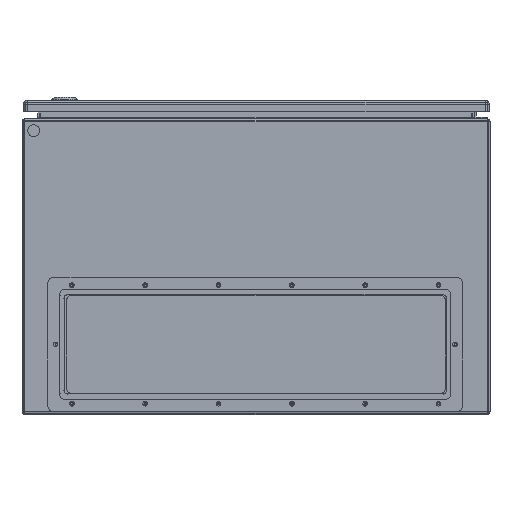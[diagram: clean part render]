
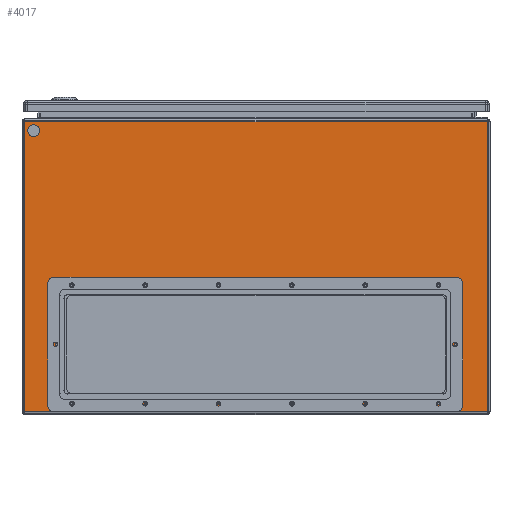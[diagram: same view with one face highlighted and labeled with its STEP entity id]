
A CAD part, front view. The second image highlights one B-rep face of the part: STEP entity #4017.
In plain terms, the highlighted planar face has unit normal (0, -1, 0).
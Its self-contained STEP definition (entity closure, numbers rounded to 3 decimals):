
#2699=FACE_BOUND('',#5926,.T.);
#2700=FACE_BOUND('',#5927,.T.);
#2701=FACE_BOUND('',#5928,.T.);
#2702=FACE_BOUND('',#5929,.T.);
#2703=FACE_BOUND('',#5930,.T.);
#2704=FACE_BOUND('',#5931,.T.);
#2705=FACE_BOUND('',#5932,.T.);
#2706=FACE_BOUND('',#5933,.T.);
#2707=FACE_BOUND('',#5934,.T.);
#2708=FACE_BOUND('',#5935,.T.);
#2709=FACE_BOUND('',#5936,.T.);
#2710=FACE_BOUND('',#5937,.T.);
#2711=FACE_BOUND('',#5938,.T.);
#2712=FACE_BOUND('',#5939,.T.);
#2713=FACE_BOUND('',#5940,.T.);
#2714=FACE_BOUND('',#5941,.T.);
#2715=FACE_BOUND('',#5942,.T.);
#3364=CIRCLE('',#16422,7.55);
#3365=CIRCLE('',#16423,1.5);
#3366=CIRCLE('',#16424,1.5);
#3367=CIRCLE('',#16425,1.5);
#3368=CIRCLE('',#16426,1.5);
#3369=CIRCLE('',#16427,1.5);
#3370=CIRCLE('',#16428,1.5);
#3371=CIRCLE('',#16429,1.5);
#3372=CIRCLE('',#16430,1.5);
#3373=CIRCLE('',#16431,1.5);
#3374=CIRCLE('',#16432,1.5);
#3375=CIRCLE('',#16433,1.5);
#3376=CIRCLE('',#16434,1.5);
#3377=CIRCLE('',#16435,1.5);
#3378=CIRCLE('',#16436,1.5);
#3379=CIRCLE('',#16437,5.);
#3380=CIRCLE('',#16438,5.);
#3381=CIRCLE('',#16439,5.);
#3382=CIRCLE('',#16440,5.);
#4017=ADVANCED_FACE('',(#2699,#2700,#2701,#2702,#2703,#2704,#2705,#2706,
#2707,#2708,#2709,#2710,#2711,#2712,#2713,#2714,#2715),#4834,.T.);
#4834=PLANE('',#16441);
#5926=EDGE_LOOP('',(#7035,#7036,#7037,#7038));
#5927=EDGE_LOOP('',(#7039));
#5928=EDGE_LOOP('',(#7040));
#5929=EDGE_LOOP('',(#7041));
#5930=EDGE_LOOP('',(#7042));
#5931=EDGE_LOOP('',(#7043));
#5932=EDGE_LOOP('',(#7044));
#5933=EDGE_LOOP('',(#7045));
#5934=EDGE_LOOP('',(#7046));
#5935=EDGE_LOOP('',(#7047));
#5936=EDGE_LOOP('',(#7048));
#5937=EDGE_LOOP('',(#7049));
#5938=EDGE_LOOP('',(#7050));
#5939=EDGE_LOOP('',(#7051));
#5940=EDGE_LOOP('',(#7052));
#5941=EDGE_LOOP('',(#7053));
#5942=EDGE_LOOP('',(#7054,#7055,#7056,#7057,#7058,#7059,#7060,#7061));
#7035=ORIENTED_EDGE('',*,*,#12413,.T.);
#7036=ORIENTED_EDGE('',*,*,#12414,.T.);
#7037=ORIENTED_EDGE('',*,*,#12415,.T.);
#7038=ORIENTED_EDGE('',*,*,#12416,.T.);
#7039=ORIENTED_EDGE('',*,*,#12417,.T.);
#7040=ORIENTED_EDGE('',*,*,#12418,.T.);
#7041=ORIENTED_EDGE('',*,*,#12419,.T.);
#7042=ORIENTED_EDGE('',*,*,#12420,.T.);
#7043=ORIENTED_EDGE('',*,*,#12421,.T.);
#7044=ORIENTED_EDGE('',*,*,#12422,.T.);
#7045=ORIENTED_EDGE('',*,*,#12423,.T.);
#7046=ORIENTED_EDGE('',*,*,#12424,.T.);
#7047=ORIENTED_EDGE('',*,*,#12425,.T.);
#7048=ORIENTED_EDGE('',*,*,#12426,.T.);
#7049=ORIENTED_EDGE('',*,*,#12427,.T.);
#7050=ORIENTED_EDGE('',*,*,#12428,.T.);
#7051=ORIENTED_EDGE('',*,*,#12429,.T.);
#7052=ORIENTED_EDGE('',*,*,#12430,.T.);
#7053=ORIENTED_EDGE('',*,*,#12431,.T.);
#7054=ORIENTED_EDGE('',*,*,#12432,.F.);
#7055=ORIENTED_EDGE('',*,*,#12433,.F.);
#7056=ORIENTED_EDGE('',*,*,#12434,.F.);
#7057=ORIENTED_EDGE('',*,*,#12435,.F.);
#7058=ORIENTED_EDGE('',*,*,#12436,.F.);
#7059=ORIENTED_EDGE('',*,*,#12437,.F.);
#7060=ORIENTED_EDGE('',*,*,#12438,.F.);
#7061=ORIENTED_EDGE('',*,*,#12439,.F.);
#11073=VERTEX_POINT('',#21987);
#11074=VERTEX_POINT('',#21988);
#11075=VERTEX_POINT('',#21990);
#11076=VERTEX_POINT('',#21992);
#11077=VERTEX_POINT('',#21995);
#11078=VERTEX_POINT('',#21997);
#11079=VERTEX_POINT('',#21999);
#11080=VERTEX_POINT('',#22001);
#11081=VERTEX_POINT('',#22003);
#11082=VERTEX_POINT('',#22005);
#11083=VERTEX_POINT('',#22007);
#11084=VERTEX_POINT('',#22009);
#11085=VERTEX_POINT('',#22011);
#11086=VERTEX_POINT('',#22013);
#11087=VERTEX_POINT('',#22015);
#11088=VERTEX_POINT('',#22017);
#11089=VERTEX_POINT('',#22019);
#11090=VERTEX_POINT('',#22021);
#11091=VERTEX_POINT('',#22023);
#11092=VERTEX_POINT('',#22025);
#11093=VERTEX_POINT('',#22026);
#11094=VERTEX_POINT('',#22028);
#11095=VERTEX_POINT('',#22030);
#11096=VERTEX_POINT('',#22032);
#11097=VERTEX_POINT('',#22034);
#11098=VERTEX_POINT('',#22036);
#11099=VERTEX_POINT('',#22038);
#12413=EDGE_CURVE('',#11073,#11074,#14419,.T.);
#12414=EDGE_CURVE('',#11074,#11075,#14420,.T.);
#12415=EDGE_CURVE('',#11075,#11076,#14421,.T.);
#12416=EDGE_CURVE('',#11076,#11073,#14422,.T.);
#12417=EDGE_CURVE('',#11077,#11077,#3364,.T.);
#12418=EDGE_CURVE('',#11078,#11078,#3365,.T.);
#12419=EDGE_CURVE('',#11079,#11079,#3366,.T.);
#12420=EDGE_CURVE('',#11080,#11080,#3367,.T.);
#12421=EDGE_CURVE('',#11081,#11081,#3368,.T.);
#12422=EDGE_CURVE('',#11082,#11082,#3369,.T.);
#12423=EDGE_CURVE('',#11083,#11083,#3370,.T.);
#12424=EDGE_CURVE('',#11084,#11084,#3371,.T.);
#12425=EDGE_CURVE('',#11085,#11085,#3372,.T.);
#12426=EDGE_CURVE('',#11086,#11086,#3373,.T.);
#12427=EDGE_CURVE('',#11087,#11087,#3374,.T.);
#12428=EDGE_CURVE('',#11088,#11088,#3375,.T.);
#12429=EDGE_CURVE('',#11089,#11089,#3376,.T.);
#12430=EDGE_CURVE('',#11090,#11090,#3377,.T.);
#12431=EDGE_CURVE('',#11091,#11091,#3378,.T.);
#12432=EDGE_CURVE('',#11092,#11093,#3379,.T.);
#12433=EDGE_CURVE('',#11094,#11092,#14423,.T.);
#12434=EDGE_CURVE('',#11095,#11094,#3380,.T.);
#12435=EDGE_CURVE('',#11096,#11095,#14424,.T.);
#12436=EDGE_CURVE('',#11097,#11096,#3381,.T.);
#12437=EDGE_CURVE('',#11098,#11097,#14425,.T.);
#12438=EDGE_CURVE('',#11099,#11098,#3382,.T.);
#12439=EDGE_CURVE('',#11093,#11099,#14426,.T.);
#14419=LINE('',#21986,#15430);
#14420=LINE('',#21989,#15431);
#14421=LINE('',#21991,#15432);
#14422=LINE('',#21993,#15433);
#14423=LINE('',#22027,#15434);
#14424=LINE('',#22031,#15435);
#14425=LINE('',#22035,#15436);
#14426=LINE('',#22039,#15437);
#15430=VECTOR('',#17995,1.);
#15431=VECTOR('',#17996,1.);
#15432=VECTOR('',#17997,1.);
#15433=VECTOR('',#17998,1.);
#15434=VECTOR('',#18031,1.);
#15435=VECTOR('',#18034,1.);
#15436=VECTOR('',#18037,1.);
#15437=VECTOR('',#18040,1.);
#16422=AXIS2_PLACEMENT_3D('',#21994,#17999,#18000);
#16423=AXIS2_PLACEMENT_3D('',#21996,#18001,#18002);
#16424=AXIS2_PLACEMENT_3D('',#21998,#18003,#18004);
#16425=AXIS2_PLACEMENT_3D('',#22000,#18005,#18006);
#16426=AXIS2_PLACEMENT_3D('',#22002,#18007,#18008);
#16427=AXIS2_PLACEMENT_3D('',#22004,#18009,#18010);
#16428=AXIS2_PLACEMENT_3D('',#22006,#18011,#18012);
#16429=AXIS2_PLACEMENT_3D('',#22008,#18013,#18014);
#16430=AXIS2_PLACEMENT_3D('',#22010,#18015,#18016);
#16431=AXIS2_PLACEMENT_3D('',#22012,#18017,#18018);
#16432=AXIS2_PLACEMENT_3D('',#22014,#18019,#18020);
#16433=AXIS2_PLACEMENT_3D('',#22016,#18021,#18022);
#16434=AXIS2_PLACEMENT_3D('',#22018,#18023,#18024);
#16435=AXIS2_PLACEMENT_3D('',#22020,#18025,#18026);
#16436=AXIS2_PLACEMENT_3D('',#22022,#18027,#18028);
#16437=AXIS2_PLACEMENT_3D('',#22024,#18029,#18030);
#16438=AXIS2_PLACEMENT_3D('',#22029,#18032,#18033);
#16439=AXIS2_PLACEMENT_3D('',#22033,#18035,#18036);
#16440=AXIS2_PLACEMENT_3D('',#22037,#18038,#18039);
#16441=AXIS2_PLACEMENT_3D('',#22040,#18041,#18042);
#17995=DIRECTION('',(0.,0.,-1.));
#17996=DIRECTION('',(1.,0.,0.));
#17997=DIRECTION('',(0.,0.,1.));
#17998=DIRECTION('',(-1.,0.,0.));
#17999=DIRECTION('',(0.,1.,0.));
#18000=DIRECTION('',(-1.,0.,0.));
#18001=DIRECTION('',(0.,1.,0.));
#18002=DIRECTION('',(0.,0.,1.));
#18003=DIRECTION('',(0.,1.,0.));
#18004=DIRECTION('',(-1.,0.,0.));
#18005=DIRECTION('',(0.,1.,0.));
#18006=DIRECTION('',(0.,0.,1.));
#18007=DIRECTION('',(0.,1.,0.));
#18008=DIRECTION('',(-1.,0.,0.));
#18009=DIRECTION('',(0.,1.,0.));
#18010=DIRECTION('',(0.,0.,1.));
#18011=DIRECTION('',(0.,1.,0.));
#18012=DIRECTION('',(-1.,0.,0.));
#18013=DIRECTION('',(0.,1.,0.));
#18014=DIRECTION('',(0.,0.,1.));
#18015=DIRECTION('',(0.,1.,0.));
#18016=DIRECTION('',(-1.,0.,0.));
#18017=DIRECTION('',(0.,1.,0.));
#18018=DIRECTION('',(0.,0.,1.));
#18019=DIRECTION('',(0.,1.,0.));
#18020=DIRECTION('',(-1.,0.,0.));
#18021=DIRECTION('',(0.,1.,0.));
#18022=DIRECTION('',(0.,0.,1.));
#18023=DIRECTION('',(0.,1.,0.));
#18024=DIRECTION('',(-1.,0.,0.));
#18025=DIRECTION('',(0.,1.,0.));
#18026=DIRECTION('',(0.,0.,1.));
#18027=DIRECTION('',(0.,1.,0.));
#18028=DIRECTION('',(-1.,0.,0.));
#18029=DIRECTION('',(0.,-1.,0.));
#18030=DIRECTION('',(0.,0.,-1.));
#18031=DIRECTION('',(0.,0.,-1.));
#18032=DIRECTION('',(0.,-1.,0.));
#18033=DIRECTION('',(0.,0.,-1.));
#18034=DIRECTION('',(-1.,0.,0.));
#18035=DIRECTION('',(0.,-1.,0.));
#18036=DIRECTION('',(0.,0.,-1.));
#18037=DIRECTION('',(0.,0.,1.));
#18038=DIRECTION('',(0.,-1.,0.));
#18039=DIRECTION('',(0.,0.,-1.));
#18040=DIRECTION('',(1.,0.,0.));
#18041=DIRECTION('',(0.,-1.,0.));
#18042=DIRECTION('',(0.,0.,-1.));
#21986=CARTESIAN_POINT('',(-296.5,-600.,379.));
#21987=CARTESIAN_POINT('',(-296.5,-600.,375.5));
#21988=CARTESIAN_POINT('',(-296.5,-600.,3.5));
#21989=CARTESIAN_POINT('',(300.,-600.,3.5));
#21990=CARTESIAN_POINT('',(296.5,-600.,3.5));
#21991=CARTESIAN_POINT('',(296.5,-600.,379.));
#21992=CARTESIAN_POINT('',(296.5,-600.,375.5));
#21993=CARTESIAN_POINT('',(-300.,-600.,375.5));
#21994=CARTESIAN_POINT('',(-285.,-600.,364.));
#21995=CARTESIAN_POINT('',(-292.55,-600.,364.));
#21996=CARTESIAN_POINT('',(234.,-600.,166.));
#21997=CARTESIAN_POINT('',(234.,-600.,167.5));
#21998=CARTESIAN_POINT('',(234.,-600.,14.));
#21999=CARTESIAN_POINT('',(232.5,-600.,14.));
#22000=CARTESIAN_POINT('',(140.,-600.,166.));
#22001=CARTESIAN_POINT('',(140.,-600.,167.5));
#22002=CARTESIAN_POINT('',(140.,-600.,14.));
#22003=CARTESIAN_POINT('',(138.5,-600.,14.));
#22004=CARTESIAN_POINT('',(46.,-600.,166.));
#22005=CARTESIAN_POINT('',(46.,-600.,167.5));
#22006=CARTESIAN_POINT('',(46.,-600.,14.));
#22007=CARTESIAN_POINT('',(44.5,-600.,14.));
#22008=CARTESIAN_POINT('',(-48.,-600.,166.));
#22009=CARTESIAN_POINT('',(-48.,-600.,167.5));
#22010=CARTESIAN_POINT('',(-48.,-600.,14.));
#22011=CARTESIAN_POINT('',(-49.5,-600.,14.));
#22012=CARTESIAN_POINT('',(-142.,-600.,166.));
#22013=CARTESIAN_POINT('',(-142.,-600.,167.5));
#22014=CARTESIAN_POINT('',(-142.,-600.,14.));
#22015=CARTESIAN_POINT('',(-143.5,-600.,14.));
#22016=CARTESIAN_POINT('',(256.,-600.,90.));
#22017=CARTESIAN_POINT('',(256.,-600.,91.5));
#22018=CARTESIAN_POINT('',(-256.,-600.,90.));
#22019=CARTESIAN_POINT('',(-257.5,-600.,90.));
#22020=CARTESIAN_POINT('',(-236.,-600.,166.));
#22021=CARTESIAN_POINT('',(-236.,-600.,167.5));
#22022=CARTESIAN_POINT('',(-236.,-600.,14.));
#22023=CARTESIAN_POINT('',(-237.5,-600.,14.));
#22024=CARTESIAN_POINT('',(-237.5,-600.,32.5));
#22025=CARTESIAN_POINT('',(-242.5,-600.,32.5));
#22026=CARTESIAN_POINT('',(-237.5,-600.,27.5));
#22027=CARTESIAN_POINT('',(-242.5,-600.,379.));
#22028=CARTESIAN_POINT('',(-242.5,-600.,147.5));
#22029=CARTESIAN_POINT('',(-237.5,-600.,147.5));
#22030=CARTESIAN_POINT('',(-237.5,-600.,152.5));
#22031=CARTESIAN_POINT('',(300.,-600.,152.5));
#22032=CARTESIAN_POINT('',(237.5,-600.,152.5));
#22033=CARTESIAN_POINT('',(237.5,-600.,147.5));
#22034=CARTESIAN_POINT('',(242.5,-600.,147.5));
#22035=CARTESIAN_POINT('',(242.5,-600.,379.));
#22036=CARTESIAN_POINT('',(242.5,-600.,32.5));
#22037=CARTESIAN_POINT('',(237.5,-600.,32.5));
#22038=CARTESIAN_POINT('',(237.5,-600.,27.5));
#22039=CARTESIAN_POINT('',(300.,-600.,27.5));
#22040=CARTESIAN_POINT('',(300.,-600.,379.));
